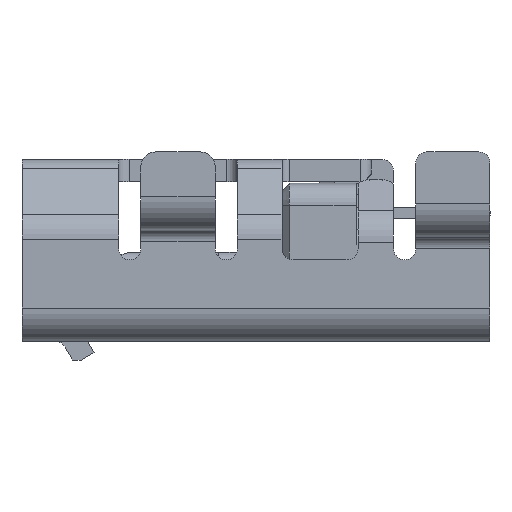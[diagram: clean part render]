
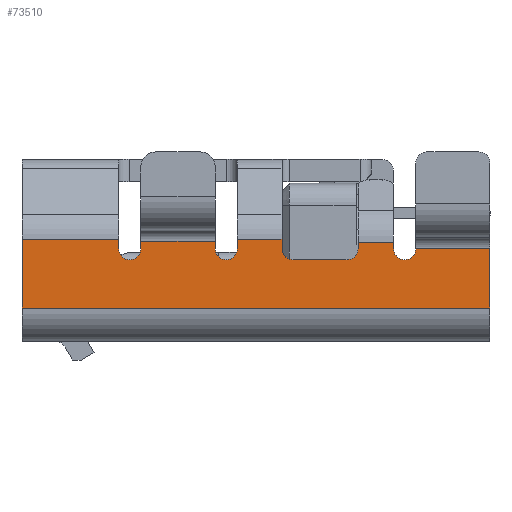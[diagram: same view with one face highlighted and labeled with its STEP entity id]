
A CAD part, front view. The second image highlights one B-rep face of the part: STEP entity #73510.
In plain terms, the highlighted face is planar.
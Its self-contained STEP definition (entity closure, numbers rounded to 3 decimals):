
#6690=CARTESIAN_POINT('',(3.75,-1.374,1.225));
#6700=DIRECTION('',(0.,0.,1.));
#6710=VECTOR('',#6700,1.);
#6720=LINE('',#6690,#6710);
#6730=CARTESIAN_POINT('',(3.75,-1.374,-2.925));
#6740=VERTEX_POINT('',#6730);
#6750=CARTESIAN_POINT('',(3.75,-1.374,-1.625));
#6760=VERTEX_POINT('',#6750);
#6770=EDGE_CURVE('',#6740,#6760,#6720,.T.);
#7130=CARTESIAN_POINT('',(3.75,-1.374,0.575));
#7140=VERTEX_POINT('',#7130);
#7170=CARTESIAN_POINT('',(3.75,-1.374,1.225));
#7180=DIRECTION('',(0.,0.,1.));
#7190=VECTOR('',#7180,1.);
#7200=LINE('',#7170,#7190);
#7210=CARTESIAN_POINT('',(3.75,-1.374,-0.025));
#7220=VERTEX_POINT('',#7210);
#7230=EDGE_CURVE('',#7220,#7140,#7200,.T.);
#10110=CARTESIAN_POINT('',(3.75,-1.1,0.725));
#10120=VERTEX_POINT('',#10110);
#10150=CARTESIAN_POINT('',(3.75,-1.25,0.725));
#10160=DIRECTION('',(1.,0.,0.));
#10170=DIRECTION('',(0.,-1.,0.));
#10180=AXIS2_PLACEMENT_3D('',#10150,#10160,#10170);
#10190=CIRCLE('',#10180,0.15);
#10200=CARTESIAN_POINT('',(3.75,-1.25,0.575));
#10210=VERTEX_POINT('',#10200);
#10220=EDGE_CURVE('',#10210,#10120,#10190,.T.);
#17820=CARTESIAN_POINT('',(3.75,-1.1,1.45));
#17830=VERTEX_POINT('',#17820);
#17860=CARTESIAN_POINT('',(3.75,-1.1,0.));
#17870=DIRECTION('',(0.,0.,-1.));
#17880=VECTOR('',#17870,1.);
#17890=LINE('',#17860,#17880);
#17900=EDGE_CURVE('',#17830,#10120,#17890,.T.);
#18010=CARTESIAN_POINT('',(3.75,0.,1.6));
#18020=DIRECTION('',(0.,-1.,0.));
#18030=VECTOR('',#18020,1.);
#18040=LINE('',#18010,#18030);
#18050=CARTESIAN_POINT('',(3.75,-1.25,1.6));
#18060=VERTEX_POINT('',#18050);
#18070=CARTESIAN_POINT('',(3.75,-1.336,1.6));
#18080=VERTEX_POINT('',#18070);
#18090=EDGE_CURVE('',#18060,#18080,#18040,.T.);
#22750=CARTESIAN_POINT('',(3.75,-1.25,-0.325));
#22760=VERTEX_POINT('',#22750);
#22790=CARTESIAN_POINT('',(3.75,0.,-0.325));
#22800=DIRECTION('',(0.,-1.,0.));
#22810=VECTOR('',#22800,1.);
#22820=LINE('',#22790,#22810);
#22830=CARTESIAN_POINT('',(3.75,-1.35,-0.325));
#22840=VERTEX_POINT('',#22830);
#22850=EDGE_CURVE('',#22760,#22840,#22820,.T.);
#24620=CARTESIAN_POINT('',(3.75,-0.45,3.375));
#24630=VERTEX_POINT('',#24620);
#24810=CARTESIAN_POINT('',(3.75,-0.45,-2.925));
#24820=VERTEX_POINT('',#24810);
#24850=CARTESIAN_POINT('',(3.75,-0.45,3.375));
#24860=DIRECTION('',(0.,0.,1.));
#24870=VECTOR('',#24860,1.);
#24880=LINE('',#24850,#24870);
#24890=EDGE_CURVE('',#24820,#24630,#24880,.T.);
#28180=CARTESIAN_POINT('',(3.75,-1.25,-1.625));
#28190=VERTEX_POINT('',#28180);
#28220=CARTESIAN_POINT('',(3.75,0.,-1.625));
#28230=DIRECTION('',(0.,-1.,0.));
#28240=VECTOR('',#28230,1.);
#28250=LINE('',#28220,#28240);
#28260=EDGE_CURVE('',#28190,#6760,#28250,.T.);
#32750=CARTESIAN_POINT('',(3.75,-1.35,-1.325));
#32760=VERTEX_POINT('',#32750);
#32790=CARTESIAN_POINT('',(3.75,0.,-1.325));
#32800=DIRECTION('',(0.,1.,0.));
#32810=VECTOR('',#32800,1.);
#32820=LINE('',#32790,#32810);
#32830=CARTESIAN_POINT('',(3.75,-1.25,-1.325));
#32840=VERTEX_POINT('',#32830);
#32850=EDGE_CURVE('',#32760,#32840,#32820,.T.);
#33230=CARTESIAN_POINT('',(3.75,-1.25,-1.475));
#33240=DIRECTION('',(1.,0.,0.));
#33250=DIRECTION('',(0.,-1.,0.));
#33260=AXIS2_PLACEMENT_3D('',#33230,#33240,#33250);
#33270=CIRCLE('',#33260,0.15);
#33280=CARTESIAN_POINT('',(3.75,-1.1,-1.475));
#33290=VERTEX_POINT('',#33280);
#33300=EDGE_CURVE('',#33290,#32840,#33270,.T.);
#51320=CARTESIAN_POINT('',(3.75,-1.25,-0.025));
#51330=VERTEX_POINT('',#51320);
#51360=CARTESIAN_POINT('',(3.75,-1.25,-0.175));
#51370=DIRECTION('',(1.,0.,0.));
#51380=DIRECTION('',(0.,-1.,0.));
#51390=AXIS2_PLACEMENT_3D('',#51360,#51370,#51380);
#51400=CIRCLE('',#51390,0.15);
#51410=CARTESIAN_POINT('',(3.75,-1.1,-0.175));
#51420=VERTEX_POINT('',#51410);
#51430=EDGE_CURVE('',#51420,#51330,#51400,.T.);
#55660=CARTESIAN_POINT('',(3.75,-1.25,2.375));
#55670=VERTEX_POINT('',#55660);
#66810=CARTESIAN_POINT('',(3.75,0.,-2.925));
#66820=DIRECTION('',(0.,1.,0.));
#66830=VECTOR('',#66820,1.);
#66840=LINE('',#66810,#66830);
#66850=EDGE_CURVE('',#6740,#24820,#66840,.T.);
#72620=CARTESIAN_POINT('',(3.75,-0.912,0.225));
#72630=DIRECTION('',(1.,0.,0.));
#72640=DIRECTION('',(0.,-1.,0.));
#72650=AXIS2_PLACEMENT_3D('',#72620,#72630,#72640);
#72660=PLANE('',#72650);
#72670=CARTESIAN_POINT('',(3.75,0.,2.075));
#72680=DIRECTION('',(0.,1.,0.));
#72690=VECTOR('',#72680,1.);
#72700=LINE('',#72670,#72690);
#72710=CARTESIAN_POINT('',(3.75,-1.336,2.075));
#72720=VERTEX_POINT('',#72710);
#72730=CARTESIAN_POINT('',(3.75,-1.25,2.075));
#72740=VERTEX_POINT('',#72730);
#72750=EDGE_CURVE('',#72720,#72740,#72700,.T.);
#72760=ORIENTED_EDGE('',*,*,#72750,.F.);
#72770=CARTESIAN_POINT('',(3.75,-1.25,2.225));
#72780=DIRECTION('',(1.,0.,0.));
#72790=DIRECTION('',(0.,-1.,0.));
#72800=AXIS2_PLACEMENT_3D('',#72770,#72780,#72790);
#72810=CIRCLE('',#72800,0.15);
#72820=CARTESIAN_POINT('',(3.75,-1.1,2.225));
#72830=VERTEX_POINT('',#72820);
#72840=EDGE_CURVE('',#72740,#72830,#72810,.T.);
#72850=ORIENTED_EDGE('',*,*,#72840,.F.);
#72860=EDGE_CURVE('',#72830,#55670,#72810,.T.);
#72870=ORIENTED_EDGE('',*,*,#72860,.F.);
#72880=CARTESIAN_POINT('',(3.75,-1.25,0.));
#72890=DIRECTION('',(0.,0.,1.));
#72900=VECTOR('',#72890,1.);
#72910=LINE('',#72880,#72900);
#72920=CARTESIAN_POINT('',(3.75,-1.25,3.375));
#72930=VERTEX_POINT('',#72920);
#72940=EDGE_CURVE('',#55670,#72930,#72910,.T.);
#72950=ORIENTED_EDGE('',*,*,#72940,.F.);
#72960=CARTESIAN_POINT('',(3.75,0.,3.375));
#72970=DIRECTION('',(0.,-1.,0.));
#72980=VECTOR('',#72970,1.);
#72990=LINE('',#72960,#72980);
#73000=EDGE_CURVE('',#24630,#72930,#72990,.T.);
#73010=ORIENTED_EDGE('',*,*,#73000,.T.);
#73020=ORIENTED_EDGE('',*,*,#24890,.T.);
#73030=ORIENTED_EDGE('',*,*,#66850,.T.);
#73040=ORIENTED_EDGE('',*,*,#6770,.F.);
#73050=ORIENTED_EDGE('',*,*,#28260,.T.);
#73060=EDGE_CURVE('',#28190,#33290,#33270,.T.);
#73070=ORIENTED_EDGE('',*,*,#73060,.F.);
#73080=ORIENTED_EDGE('',*,*,#33300,.F.);
#73090=ORIENTED_EDGE('',*,*,#32850,.T.);
#73100=CARTESIAN_POINT('',(3.75,-1.35,0.));
#73110=DIRECTION('',(0.,0.,1.));
#73120=VECTOR('',#73110,1.);
#73130=LINE('',#73100,#73120);
#73140=EDGE_CURVE('',#32760,#22840,#73130,.T.);
#73150=ORIENTED_EDGE('',*,*,#73140,.F.);
#73160=ORIENTED_EDGE('',*,*,#22850,.T.);
#73170=EDGE_CURVE('',#22760,#51420,#51400,.T.);
#73180=ORIENTED_EDGE('',*,*,#73170,.F.);
#73190=ORIENTED_EDGE('',*,*,#51430,.F.);
#73200=CARTESIAN_POINT('',(3.75,0.,-0.025));
#73210=DIRECTION('',(0.,1.,0.));
#73220=VECTOR('',#73210,1.);
#73230=LINE('',#73200,#73220);
#73240=EDGE_CURVE('',#7220,#51330,#73230,.T.);
#73250=ORIENTED_EDGE('',*,*,#73240,.T.);
#73260=ORIENTED_EDGE('',*,*,#7230,.F.);
#73270=CARTESIAN_POINT('',(3.75,0.,0.575));
#73280=DIRECTION('',(0.,-1.,0.));
#73290=VECTOR('',#73280,1.);
#73300=LINE('',#73270,#73290);
#73310=EDGE_CURVE('',#10210,#7140,#73300,.T.);
#73320=ORIENTED_EDGE('',*,*,#73310,.T.);
#73330=ORIENTED_EDGE('',*,*,#10220,.F.);
#73340=ORIENTED_EDGE('',*,*,#17900,.T.);
#73350=CARTESIAN_POINT('',(3.75,-1.25,1.45));
#73360=DIRECTION('',(1.,0.,0.));
#73370=DIRECTION('',(0.,-1.,0.));
#73380=AXIS2_PLACEMENT_3D('',#73350,#73360,#73370);
#73390=CIRCLE('',#73380,0.15);
#73400=EDGE_CURVE('',#17830,#18060,#73390,.T.);
#73410=ORIENTED_EDGE('',*,*,#73400,.F.);
#73420=ORIENTED_EDGE('',*,*,#18090,.F.);
#73430=CARTESIAN_POINT('',(3.75,-1.336,2.075));
#73440=DIRECTION('',(0.,0.,1.));
#73450=VECTOR('',#73440,1.);
#73460=LINE('',#73430,#73450);
#73470=EDGE_CURVE('',#18080,#72720,#73460,.T.);
#73480=ORIENTED_EDGE('',*,*,#73470,.F.);
#73490=EDGE_LOOP('',(#73480,#73420,#73410,#73340,#73330,#73320,#73260,
#73250,#73190,#73180,#73160,#73150,#73090,#73080,#73070,#73050,#73040,
#73030,#73020,#73010,#72950,#72870,#72850,#72760));
#73500=FACE_OUTER_BOUND('',#73490,.T.);
#73510=ADVANCED_FACE('',(#73500),#72660,.T.);
